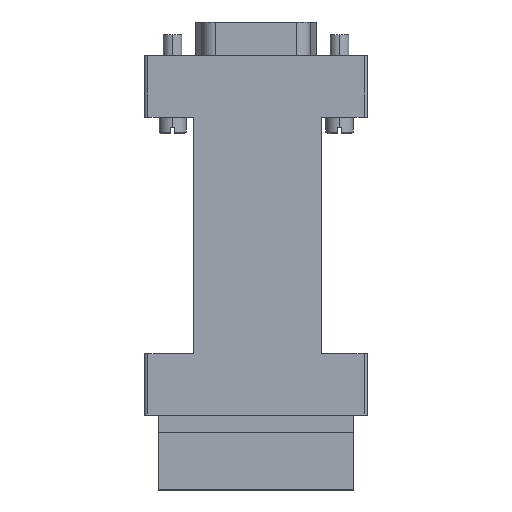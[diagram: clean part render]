
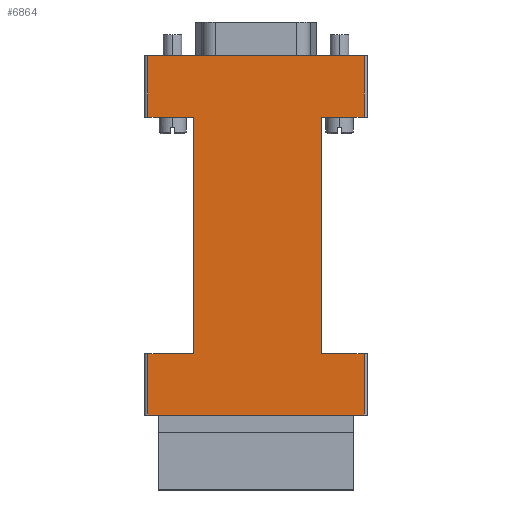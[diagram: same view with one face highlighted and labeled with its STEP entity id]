
A CAD part, top view. The second image highlights one B-rep face of the part: STEP entity #6864.
In plain terms, the highlighted planar face has unit normal (0, 0, 1).
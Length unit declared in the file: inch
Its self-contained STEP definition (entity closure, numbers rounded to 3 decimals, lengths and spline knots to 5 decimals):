
#331 = ORIENTED_EDGE ( 'NONE', *, *, #3779, .T. ) ;
#358 = EDGE_LOOP ( 'NONE', ( #8254, #3801, #6975, #6759, #2883, #331, #3322, #6757, #8215, #6640, #4709, #7365 ) ) ;
#445 = VERTEX_POINT ( 'NONE', #8955 ) ;
#466 = CARTESIAN_POINT ( 'NONE',  ( 0., -1.055, 0.32 ) ) ;
#473 = CARTESIAN_POINT ( 'NONE',  ( 0., -0.695, 0.32 ) ) ;
#530 = DIRECTION ( 'NONE',  ( 0., 1., 0. ) ) ;
#854 = CARTESIAN_POINT ( 'NONE',  ( -0.365, 0.695, 0.32 ) ) ;
#886 = DIRECTION ( 'NONE',  ( 1., 0., 0. ) ) ;
#1018 = CARTESIAN_POINT ( 'NONE',  ( 0., 0., 0.32 ) ) ;
#1045 = VECTOR ( 'NONE', #5121, 39.37008 ) ;
#1052 = DIRECTION ( 'NONE',  ( 0., 1., 0. ) ) ;
#1110 = EDGE_CURVE ( 'NONE', #8226, #7662, #6976, .T. ) ;
#1170 = VECTOR ( 'NONE', #6857, 39.37008 ) ;
#1213 = CARTESIAN_POINT ( 'NONE',  ( 0.385, 0., 0.32 ) ) ;
#1334 = VECTOR ( 'NONE', #1052, 39.37008 ) ;
#1448 = CARTESIAN_POINT ( 'NONE',  ( -0.635, -1.055, 0.32 ) ) ;
#1639 = VECTOR ( 'NONE', #3865, 39.37008 ) ;
#1853 = CARTESIAN_POINT ( 'NONE',  ( 0., 0.695, 0.32 ) ) ;
#1867 = VECTOR ( 'NONE', #530, 39.37008 ) ;
#1899 = VECTOR ( 'NONE', #3688, 39.37008 ) ;
#1918 = LINE ( 'NONE', #5033, #9656 ) ;
#1921 = DIRECTION ( 'NONE',  ( 0., 1., 0. ) ) ;
#2254 = CARTESIAN_POINT ( 'NONE',  ( -0.635, -0.695, 0.32 ) ) ;
#2659 = EDGE_CURVE ( 'NONE', #7803, #7662, #7642, .T. ) ;
#2669 = VECTOR ( 'NONE', #886, 39.37008 ) ;
#2771 = VERTEX_POINT ( 'NONE', #8235 ) ;
#2883 = ORIENTED_EDGE ( 'NONE', *, *, #6102, .F. ) ;
#3129 = EDGE_CURVE ( 'NONE', #2771, #9133, #8221, .T. ) ;
#3322 = ORIENTED_EDGE ( 'NONE', *, *, #8424, .T. ) ;
#3644 = LINE ( 'NONE', #473, #1170 ) ;
#3688 = DIRECTION ( 'NONE',  ( 0., 1., 0. ) ) ;
#3779 = EDGE_CURVE ( 'NONE', #7793, #4487, #6407, .T. ) ;
#3801 = ORIENTED_EDGE ( 'NONE', *, *, #8942, .T. ) ;
#3865 = DIRECTION ( 'NONE',  ( -1., 0., 0. ) ) ;
#3927 = EDGE_CURVE ( 'NONE', #9317, #2771, #3644, .T. ) ;
#3992 = PLANE ( 'NONE',  #8439 ) ;
#4022 = CARTESIAN_POINT ( 'NONE',  ( 0.635, -1.055, 0.32 ) ) ;
#4122 = CARTESIAN_POINT ( 'NONE',  ( 0.635, -1.055, 0.32 ) ) ;
#4487 = VERTEX_POINT ( 'NONE', #854 ) ;
#4709 = ORIENTED_EDGE ( 'NONE', *, *, #6682, .T. ) ;
#4765 = CARTESIAN_POINT ( 'NONE',  ( 0., 1.055, 0.32 ) ) ;
#4771 = VECTOR ( 'NONE', #7321, 39.37008 ) ;
#4998 = CARTESIAN_POINT ( 'NONE',  ( -0.635, 0.695, 0.32 ) ) ;
#5033 = CARTESIAN_POINT ( 'NONE',  ( -0.365, 0., 0.32 ) ) ;
#5066 = CARTESIAN_POINT ( 'NONE',  ( 0.385, 0.695, 0.32 ) ) ;
#5121 = DIRECTION ( 'NONE',  ( 1., 0., 0. ) ) ;
#5430 = CARTESIAN_POINT ( 'NONE',  ( 0.635, -1.055, 0.32 ) ) ;
#5740 = VECTOR ( 'NONE', #9605, 39.37008 ) ;
#5980 = VERTEX_POINT ( 'NONE', #8101 ) ;
#6102 = EDGE_CURVE ( 'NONE', #7793, #445, #7995, .T. ) ;
#6329 = VERTEX_POINT ( 'NONE', #9221 ) ;
#6349 = CARTESIAN_POINT ( 'NONE',  ( 0., 0.695, 0.32 ) ) ;
#6380 = CARTESIAN_POINT ( 'NONE',  ( -0.635, -1.055, 0.32 ) ) ;
#6407 = LINE ( 'NONE', #1853, #4771 ) ;
#6476 = EDGE_CURVE ( 'NONE', #5980, #445, #8640, .T. ) ;
#6640 = ORIENTED_EDGE ( 'NONE', *, *, #9936, .T. ) ;
#6682 = EDGE_CURVE ( 'NONE', #9759, #9317, #6957, .T. ) ;
#6702 = LINE ( 'NONE', #466, #1045 ) ;
#6757 = ORIENTED_EDGE ( 'NONE', *, *, #1110, .T. ) ;
#6759 = ORIENTED_EDGE ( 'NONE', *, *, #6476, .T. ) ;
#6857 = DIRECTION ( 'NONE',  ( -1., 0., 0. ) ) ;
#6864 = ADVANCED_FACE ( 'NONE', ( #8025 ), #3992, .T. ) ;
#6957 = LINE ( 'NONE', #5430, #1899 ) ;
#6975 = ORIENTED_EDGE ( 'NONE', *, *, #8234, .T. ) ;
#6976 = LINE ( 'NONE', #9431, #1639 ) ;
#7103 = VECTOR ( 'NONE', #9524, 39.37008 ) ;
#7227 = CARTESIAN_POINT ( 'NONE',  ( -0.635, -1.055, 0.32 ) ) ;
#7237 = LINE ( 'NONE', #4022, #1334 ) ;
#7257 = DIRECTION ( 'NONE',  ( 1., 0., 0. ) ) ;
#7321 = DIRECTION ( 'NONE',  ( 1., 0., 0. ) ) ;
#7365 = ORIENTED_EDGE ( 'NONE', *, *, #3927, .T. ) ;
#7642 = LINE ( 'NONE', #1448, #8827 ) ;
#7662 = VERTEX_POINT ( 'NONE', #2254 ) ;
#7793 = VERTEX_POINT ( 'NONE', #4998 ) ;
#7803 = VERTEX_POINT ( 'NONE', #6380 ) ;
#7878 = CARTESIAN_POINT ( 'NONE',  ( 0.635, -0.695, 0.32 ) ) ;
#7887 = LINE ( 'NONE', #6349, #2669 ) ;
#7929 = DIRECTION ( 'NONE',  ( 0., 0., 1. ) ) ;
#7995 = LINE ( 'NONE', #7227, #1867 ) ;
#8025 = FACE_OUTER_BOUND ( 'NONE', #358, .T. ) ;
#8101 = CARTESIAN_POINT ( 'NONE',  ( 0.635, 1.055, 0.32 ) ) ;
#8153 = DIRECTION ( 'NONE',  ( 0., -1., 0. ) ) ;
#8215 = ORIENTED_EDGE ( 'NONE', *, *, #2659, .F. ) ;
#8221 = LINE ( 'NONE', #1213, #5740 ) ;
#8226 = VERTEX_POINT ( 'NONE', #8770 ) ;
#8234 = EDGE_CURVE ( 'NONE', #6329, #5980, #7237, .T. ) ;
#8235 = CARTESIAN_POINT ( 'NONE',  ( 0.385, -0.695, 0.32 ) ) ;
#8254 = ORIENTED_EDGE ( 'NONE', *, *, #3129, .T. ) ;
#8424 = EDGE_CURVE ( 'NONE', #4487, #8226, #1918, .T. ) ;
#8439 = AXIS2_PLACEMENT_3D ( 'NONE', #1018, #7929, #7257 ) ;
#8640 = LINE ( 'NONE', #4765, #7103 ) ;
#8770 = CARTESIAN_POINT ( 'NONE',  ( -0.365, -0.695, 0.32 ) ) ;
#8827 = VECTOR ( 'NONE', #1921, 39.37008 ) ;
#8942 = EDGE_CURVE ( 'NONE', #9133, #6329, #7887, .T. ) ;
#8955 = CARTESIAN_POINT ( 'NONE',  ( -0.635, 1.055, 0.32 ) ) ;
#9133 = VERTEX_POINT ( 'NONE', #5066 ) ;
#9221 = CARTESIAN_POINT ( 'NONE',  ( 0.635, 0.695, 0.32 ) ) ;
#9317 = VERTEX_POINT ( 'NONE', #7878 ) ;
#9431 = CARTESIAN_POINT ( 'NONE',  ( 0., -0.695, 0.32 ) ) ;
#9524 = DIRECTION ( 'NONE',  ( -1., 0., 0. ) ) ;
#9605 = DIRECTION ( 'NONE',  ( 0., 1., 0. ) ) ;
#9656 = VECTOR ( 'NONE', #8153, 39.37008 ) ;
#9759 = VERTEX_POINT ( 'NONE', #4122 ) ;
#9936 = EDGE_CURVE ( 'NONE', #7803, #9759, #6702, .T. ) ;
